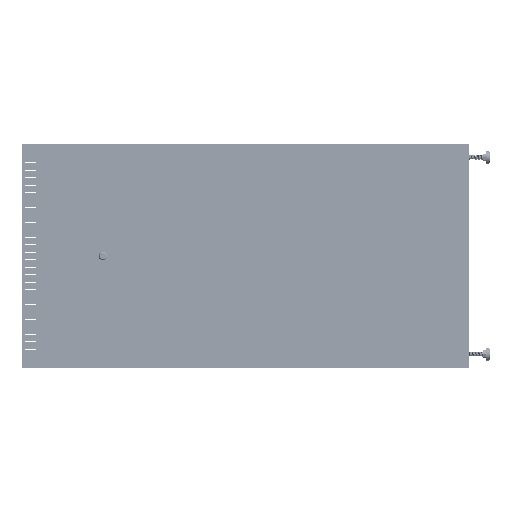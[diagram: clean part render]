
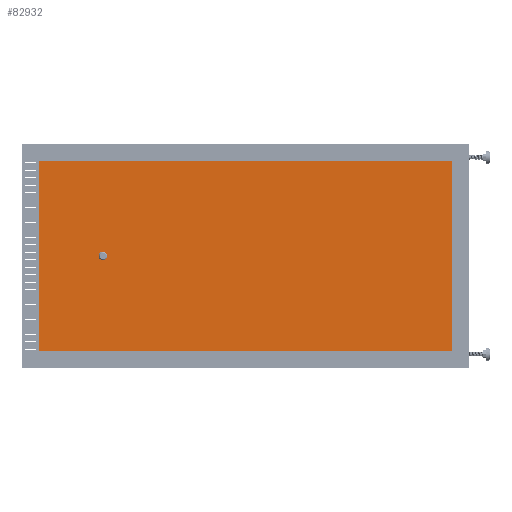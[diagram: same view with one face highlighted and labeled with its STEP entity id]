
A CAD part, left-side view. The second image highlights one B-rep face of the part: STEP entity #82932.
In plain terms, the highlighted face is planar.
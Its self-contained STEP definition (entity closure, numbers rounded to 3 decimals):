
#193 = CARTESIAN_POINT ( 'NONE',  ( 255., -552.8, 0. ) ) ;
#3056 = ORIENTED_EDGE ( 'NONE', *, *, #37970, .T. ) ;
#8427 = CARTESIAN_POINT ( 'NONE',  ( 255., 552.8, 0. ) ) ;
#8631 = ORIENTED_EDGE ( 'NONE', *, *, #25301, .T. ) ;
#8906 = FACE_BOUND ( 'NONE', #50801, .T. ) ;
#9905 = DIRECTION ( 'NONE',  ( 0., 0., 1. ) ) ;
#12027 = CARTESIAN_POINT ( 'NONE',  ( 0., 0., 0. ) ) ;
#15178 = LINE ( 'NONE', #51758, #24992 ) ;
#22454 = DIRECTION ( 'NONE',  ( 0., 1., 0. ) ) ;
#24992 = VECTOR ( 'NONE', #83271, 1000. ) ;
#25301 = EDGE_CURVE ( 'NONE', #81765, #42960, #15178, .T. ) ;
#25837 = EDGE_CURVE ( 'NONE', #77871, #81765, #29720, .T. ) ;
#26370 = AXIS2_PLACEMENT_3D ( 'NONE', #88673, #9905, #42353 ) ;
#26413 = PLANE ( 'NONE',  #100839 ) ;
#26524 = LINE ( 'NONE', #75825, #71938 ) ;
#26767 = CARTESIAN_POINT ( 'NONE',  ( -255., 552.8, 0. ) ) ;
#28101 = ORIENTED_EDGE ( 'NONE', *, *, #34635, .F. ) ;
#29720 = LINE ( 'NONE', #8427, #97228 ) ;
#33415 = CIRCLE ( 'NONE', #78558, 11.5 ) ;
#34635 = EDGE_CURVE ( 'NONE', #84681, #56723, #70149, .T. ) ;
#37970 = EDGE_CURVE ( 'NONE', #42960, #43725, #26524, .T. ) ;
#39810 = CARTESIAN_POINT ( 'NONE',  ( -255., -552.8, 0. ) ) ;
#40525 = ORIENTED_EDGE ( 'NONE', *, *, #63594, .T. ) ;
#42353 = DIRECTION ( 'NONE',  ( 1., 0., 0. ) ) ;
#42960 = VERTEX_POINT ( 'NONE', #39810 ) ;
#43725 = VERTEX_POINT ( 'NONE', #71007 ) ;
#47742 = DIRECTION ( 'NONE',  ( 1., 0., 0. ) ) ;
#47829 = DIRECTION ( 'NONE',  ( -1., 0., 0. ) ) ;
#49727 = DIRECTION ( 'NONE',  ( 1., 0., 0. ) ) ;
#50801 = EDGE_LOOP ( 'NONE', ( #28101, #76475 ) ) ;
#50807 = CARTESIAN_POINT ( 'NONE',  ( -11.5, 382.8, 0. ) ) ;
#51758 = CARTESIAN_POINT ( 'NONE',  ( -255., -552.8, 0. ) ) ;
#51763 = DIRECTION ( 'NONE',  ( 1., 0., 0. ) ) ;
#56723 = VERTEX_POINT ( 'NONE', #50807 ) ;
#58656 = DIRECTION ( 'NONE',  ( 0., 0., 1. ) ) ;
#62640 = EDGE_CURVE ( 'NONE', #56723, #84681, #33415, .T. ) ;
#62906 = FACE_OUTER_BOUND ( 'NONE', #92074, .T. ) ;
#63594 = EDGE_CURVE ( 'NONE', #43725, #77871, #65198, .T. ) ;
#63916 = DIRECTION ( 'NONE',  ( 0., 0., 1. ) ) ;
#65198 = LINE ( 'NONE', #193, #77509 ) ;
#65842 = CARTESIAN_POINT ( 'NONE',  ( 11.5, 382.8, 0. ) ) ;
#70149 = CIRCLE ( 'NONE', #26370, 11.5 ) ;
#70752 = CARTESIAN_POINT ( 'NONE',  ( 0., 382.8, 0. ) ) ;
#71007 = CARTESIAN_POINT ( 'NONE',  ( 255., -552.8, 0. ) ) ;
#71938 = VECTOR ( 'NONE', #51763, 1000. ) ;
#75825 = CARTESIAN_POINT ( 'NONE',  ( 255., -552.8, 0. ) ) ;
#76475 = ORIENTED_EDGE ( 'NONE', *, *, #62640, .F. ) ;
#77509 = VECTOR ( 'NONE', #22454, 1000. ) ;
#77871 = VERTEX_POINT ( 'NONE', #81384 ) ;
#78558 = AXIS2_PLACEMENT_3D ( 'NONE', #70752, #63916, #47742 ) ;
#81384 = CARTESIAN_POINT ( 'NONE',  ( 255., 552.8, 0. ) ) ;
#81765 = VERTEX_POINT ( 'NONE', #26767 ) ;
#82932 = ADVANCED_FACE ( 'NONE', ( #8906, #62906 ), #26413, .T. ) ;
#83271 = DIRECTION ( 'NONE',  ( 0., -1., 0. ) ) ;
#84681 = VERTEX_POINT ( 'NONE', #65842 ) ;
#88531 = ORIENTED_EDGE ( 'NONE', *, *, #25837, .T. ) ;
#88673 = CARTESIAN_POINT ( 'NONE',  ( 0., 382.8, 0. ) ) ;
#92074 = EDGE_LOOP ( 'NONE', ( #8631, #3056, #40525, #88531 ) ) ;
#97228 = VECTOR ( 'NONE', #47829, 1000. ) ;
#100839 = AXIS2_PLACEMENT_3D ( 'NONE', #12027, #58656, #49727 ) ;
